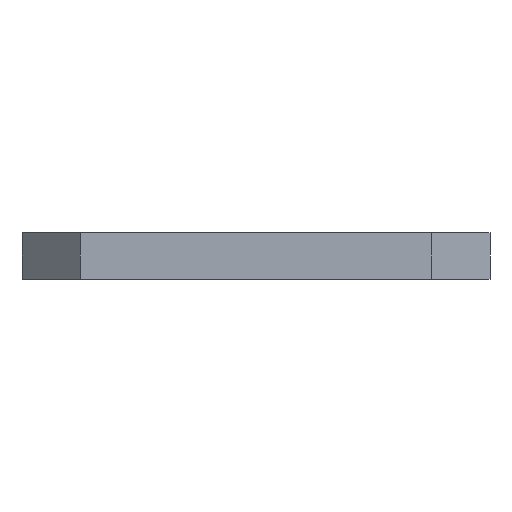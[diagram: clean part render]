
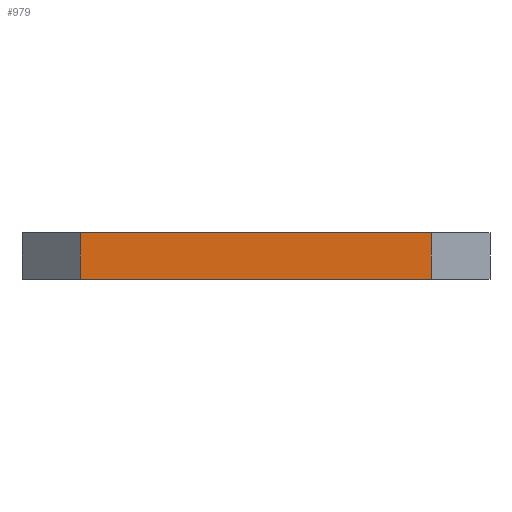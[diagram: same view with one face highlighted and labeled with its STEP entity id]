
A CAD part, front view. The second image highlights one B-rep face of the part: STEP entity #979.
In plain terms, the highlighted planar face has unit normal (0, -1, 0).
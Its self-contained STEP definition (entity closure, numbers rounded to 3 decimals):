
#449=VERTEX_POINT('',#1291);
#655=EDGE_CURVE('',#1163,#1117,#1519,.T.);
#657=EDGE_CURVE('',#449,#1163,#1521,.T.);
#723=EDGE_CURVE('',#915,#1117,#1595,.T.);
#915=VERTEX_POINT('',#1814);
#927=EDGE_CURVE('',#915,#449,#1826,.T.);
#979=ADVANCED_FACE('',(#1898),#1899,.T.);
#1117=VERTEX_POINT('',#2072);
#1163=VERTEX_POINT('',#2121);
#1291=CARTESIAN_POINT('',(150.0,-250.0,0.0));
#1519=LINE('',#2551,#2552);
#1521=LINE('',#2555,#2556);
#1595=LINE('',#2654,#2655);
#1814=CARTESIAN_POINT('',(-150.0,-250.0,0.0));
#1826=LINE('',#2949,#2950);
#1898=FACE_OUTER_BOUND('',#3036,.T.);
#1899=PLANE('',#3037);
#2072=CARTESIAN_POINT('',(-150.0,-250.0,40.0));
#2121=CARTESIAN_POINT('',(150.0,-250.0,40.0));
#2551=CARTESIAN_POINT('',(-150.0,-250.0,40.0));
#2552=VECTOR('',#3743,1.0);
#2555=CARTESIAN_POINT('',(150.0,-250.0,0.0));
#2556=VECTOR('',#3744,1.0);
#2654=CARTESIAN_POINT('',(-150.0,-250.0,0.0));
#2655=VECTOR('',#3835,1.0);
#2949=CARTESIAN_POINT('',(-150.0,-250.0,0.0));
#2950=VECTOR('',#4111,1.0);
#3036=EDGE_LOOP('',(#4214,#4215,#4216,#4217));
#3037=AXIS2_PLACEMENT_3D('',#4218,#4219,#4220);
#3743=DIRECTION('',(-1.0,0.0,0.0));
#3744=DIRECTION('',(0.0,0.0,1.0));
#3835=DIRECTION('',(0.0,0.0,1.0));
#4111=DIRECTION('',(1.0,0.0,0.0));
#4214=ORIENTED_EDGE('',*,*,#655,.T.);
#4215=ORIENTED_EDGE('',*,*,#723,.F.);
#4216=ORIENTED_EDGE('',*,*,#927,.T.);
#4217=ORIENTED_EDGE('',*,*,#657,.T.);
#4218=CARTESIAN_POINT('',(150.0,-250.0,0.0));
#4219=DIRECTION('',(0.0,-1.0,0.0));
#4220=DIRECTION('',(0.0,0.0,-1.0));
